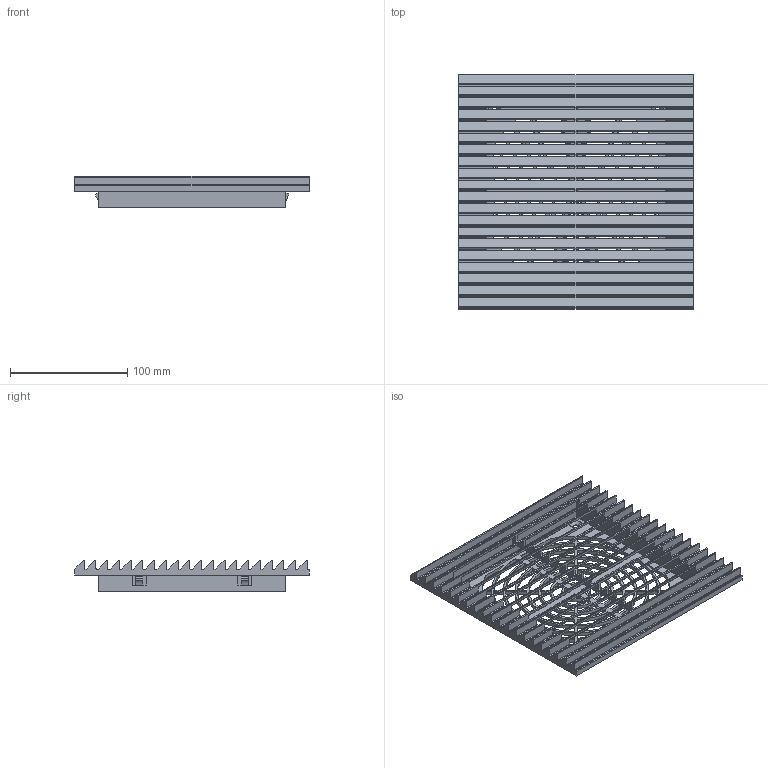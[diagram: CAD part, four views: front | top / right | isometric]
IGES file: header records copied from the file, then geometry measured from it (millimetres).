
Start section: SolidWorks IGES file using analytic representation for surfaces
Global section: file name: FE-460-1.IGS,15; native system: HSolidWorks 2007; preprocessor: SolidWorks 2007; author: snakamura; date: 091022.202031; units: millimetre
Bounding box: 200 x 200 x 26.5 mm (x, y, z)
Surface area: 228718.1 mm2 (no closed solid volume)
Topology: 0 solids, 0 shells, 829 faces, 8094 edges, 8094 vertices
Faces by surface type: bspline 482, revolution 347
